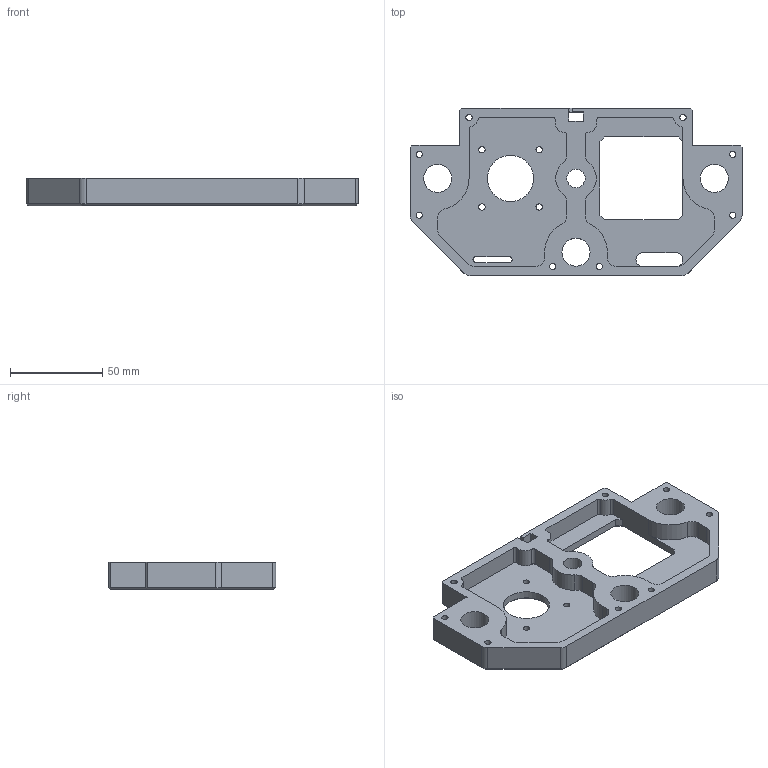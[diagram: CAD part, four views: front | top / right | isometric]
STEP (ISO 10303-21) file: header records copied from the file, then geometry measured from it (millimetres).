
FILE_DESCRIPTION(('FreeCAD Model'),'2;1');
FILE_NAME('Open CASCADE Shape Model','2025-06-02T05:09:46',('FreeCAD'),( 'FreeCAD'),'Open CASCADE STEP processor 7.7','FreeCAD','Unknown');
FILE_SCHEMA(('AUTOMOTIVE_DESIGN { 1 0 10303 214 1 1 1 1 }'));
Length unit declared in the file: millimetre
Products named in the file (1): Open CASCADE STEP translator 7.7 3
Bounding box: 180 x 90.75 x 15 mm (x, y, z)
Volume: 102402.1 mm3; surface area: 40578 mm2
Topology: 1 solids, 1 shells, 269 faces, 708 edges, 444 vertices
Faces by surface type: plane 185, cylinder 72, cone 12
Full cylindrical faces by diameter (mm): 1.95 x1, 3.4 x12, 4.4 x2, 5.5 x8, 10 x1, 15.2 x3, 25 x1
Entity records: 8304 total; most frequent: DIRECTION 1452, CARTESIAN_POINT 1430, ORIENTED_EDGE 1416, EDGE_CURVE 708, LINE 488, VECTOR 488, AXIS2_PLACEMENT_3D 482, VERTEX_POINT 444
